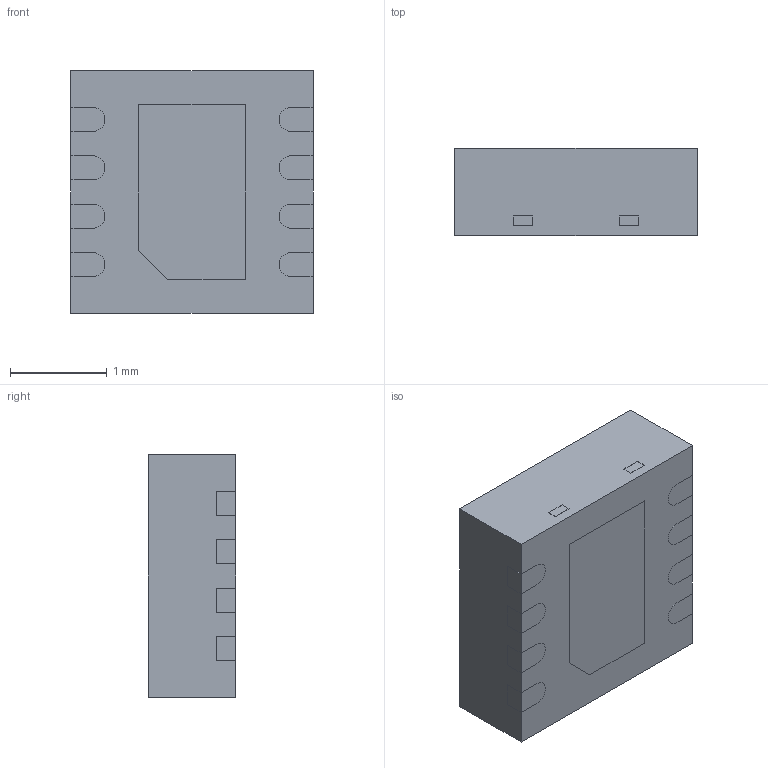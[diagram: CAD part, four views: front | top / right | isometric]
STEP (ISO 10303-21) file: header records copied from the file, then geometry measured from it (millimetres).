
FILE_DESCRIPTION(/* description */ (''),/* implementation_level */ '2;1');
FILE_NAME(/* name */ 'SHT31.step',/* time_stamp */ '2019-12-31T15:37:16-06:00',/* author */ (''),/* organization */ (''),/* preprocessor_version */ 'ST-DEVELOPER v18',/* originating_system */ 'Autodesk Translation Framework v8.12.0.6',/* authorisation */ '');
FILE_SCHEMA (('AUTOMOTIVE_DESIGN { 1 0 10303 214 3 1 1 }'));
Length unit declared in the file: millimetre
Products named in the file (1): Sensirion_Humidity_SHT3x_STEP-file
Bounding box: 2.5 x 0.9 x 2.5 mm (x, y, z)
Surface area: 29.9 mm2
Topology: 10 solids, 10 shells, 86 faces, 185 edges, 124 vertices
Faces by surface type: plane 74, cylinder 9, torus 2, cone 1
Full cylindrical faces by diameter (mm): 1.5 x1
Entity records: 2427 total; most frequent: CARTESIAN_POINT 396, DIRECTION 387, ORIENTED_EDGE 370, EDGE_CURVE 185, LINE 157, VECTOR 157, VERTEX_POINT 124, AXIS2_PLACEMENT_3D 115
